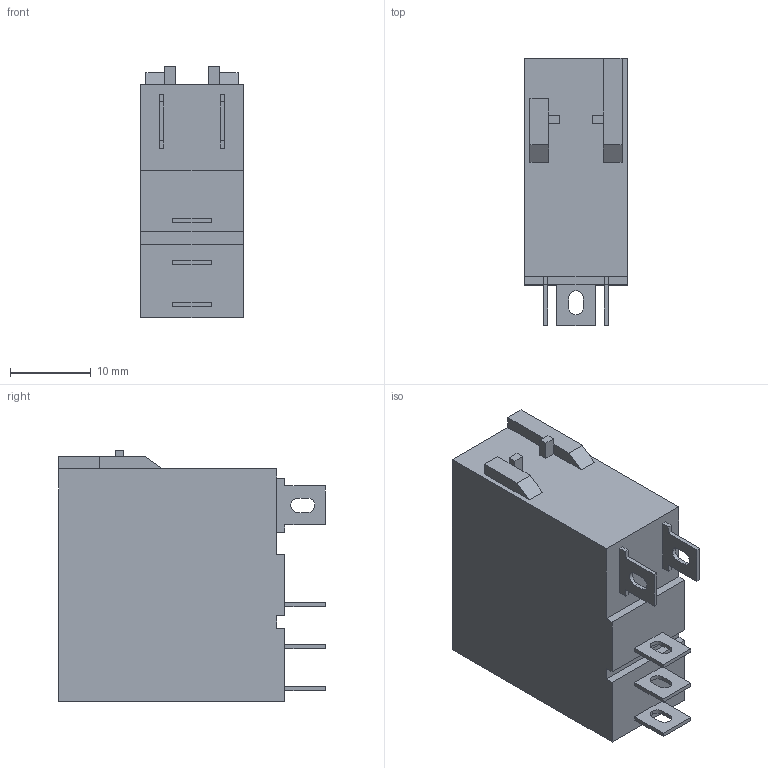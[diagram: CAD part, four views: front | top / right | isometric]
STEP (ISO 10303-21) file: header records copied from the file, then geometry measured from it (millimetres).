
FILE_DESCRIPTION (( 'STEP AP203' ), '1' );
FILE_NAME ('RJ1S-C($)-###_rev0.0.STEP', '2021-12-24T05:33:12', ( '' ), ( '' ), 'SwSTEP 2.0', 'SolidWorks 2019', '' );
FILE_SCHEMA (( 'CONFIG_CONTROL_DESIGN' ));
Length unit declared in the file: millimetre
Products named in the file (2): RJ1S-C($)-###_蹬怮椔; RJ1S-C($)-###_rev0.0
Assembly tree (1 placements, depth 2):
  RJ1S-C($)-###_rev0.0
    RJ1S-C($)-###_蹬怮椔
Bounding box: 12.7 x 33 x 31.1 mm (x, y, z)
Volume: 10211.7 mm3; surface area: 3404.4 mm2
Topology: 1 solids, 1 shells, 88 faces, 236 edges, 156 vertices
Faces by surface type: plane 76, cylinder 12
Entity records: 2928 total; most frequent: CARTESIAN_POINT 484, ORIENTED_EDGE 472, DIRECTION 444, EDGE_CURVE 236, LINE 212, VECTOR 212, VERTEX_POINT 156, AXIS2_PLACEMENT_3D 116
